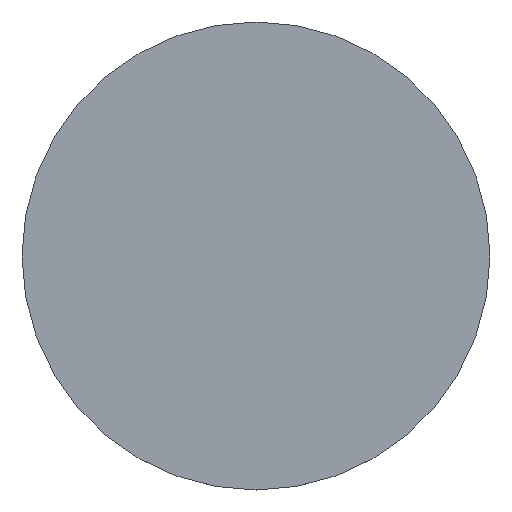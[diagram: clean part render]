
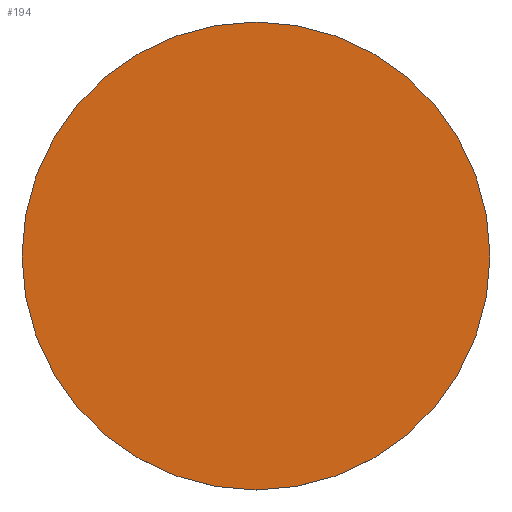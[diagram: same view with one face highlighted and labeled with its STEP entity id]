
A CAD part, top view. The second image highlights one B-rep face of the part: STEP entity #194.
In plain terms, the highlighted planar face has unit normal (0, 0, 1).
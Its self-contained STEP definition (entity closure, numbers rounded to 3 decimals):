
#30=PLANE('',#227);
#41=FACE_OUTER_BOUND('',#55,.T.);
#55=EDGE_LOOP('',(#173));
#90=CIRCLE('',#228,8.5);
#105=VERTEX_POINT('',#343);
#128=EDGE_CURVE('',#105,#105,#90,.T.);
#173=ORIENTED_EDGE('',*,*,#128,.F.);
#194=ADVANCED_FACE('',(#41),#30,.T.);
#227=AXIS2_PLACEMENT_3D('',#342,#277,#278);
#228=AXIS2_PLACEMENT_3D('',#344,#279,#280);
#277=DIRECTION('center_axis',(0.,0.,1.));
#278=DIRECTION('ref_axis',(1.,0.,0.));
#279=DIRECTION('center_axis',(0.,0.,-1.));
#280=DIRECTION('ref_axis',(1.,0.,0.));
#342=CARTESIAN_POINT('Origin',(-8.5,0.,2.2));
#343=CARTESIAN_POINT('',(8.5,0.,2.2));
#344=CARTESIAN_POINT('Origin',(0.,0.,2.2));
